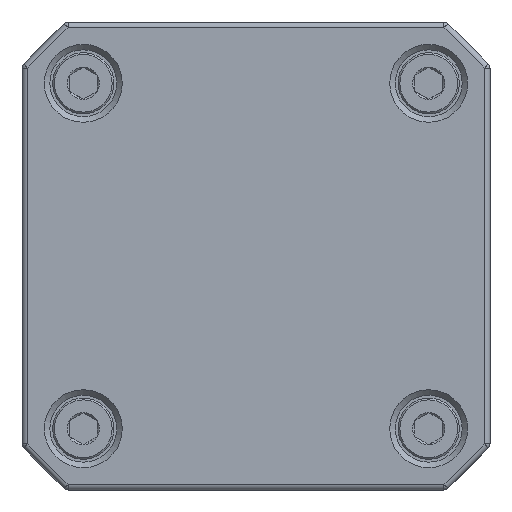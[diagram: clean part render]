
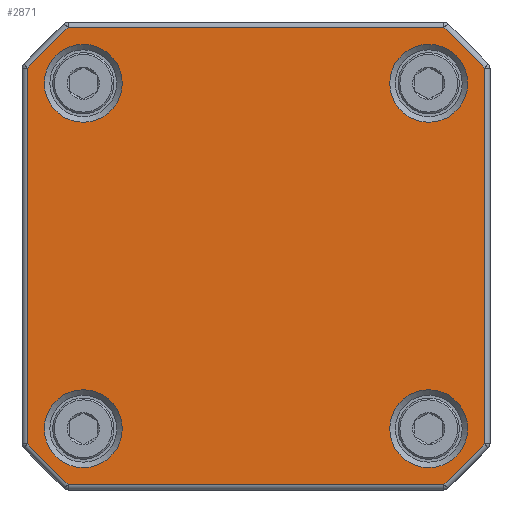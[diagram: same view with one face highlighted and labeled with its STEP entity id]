
A CAD part, front view. The second image highlights one B-rep face of the part: STEP entity #2871.
In plain terms, the highlighted planar face has unit normal (0, -1, 0).
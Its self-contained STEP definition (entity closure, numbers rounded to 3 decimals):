
#79=FACE_BOUND('',#475,.T.);
#80=FACE_BOUND('',#476,.T.);
#81=FACE_BOUND('',#477,.T.);
#82=FACE_BOUND('',#478,.T.);
#120=PLANE('',#3170);
#285=FACE_OUTER_BOUND('',#474,.T.);
#474=EDGE_LOOP('',(#2413,#2414,#2415,#2416,#2417,#2418,#2419,#2420));
#475=EDGE_LOOP('',(#2421));
#476=EDGE_LOOP('',(#2422));
#477=EDGE_LOOP('',(#2423));
#478=EDGE_LOOP('',(#2424));
#645=CIRCLE('',#3167,3.5);
#648=CIRCLE('',#3171,3.5);
#649=CIRCLE('',#3172,3.5);
#650=CIRCLE('',#3173,3.5);
#899=LINE('',#7909,#1075);
#900=LINE('',#7911,#1076);
#901=LINE('',#7913,#1077);
#902=LINE('',#7915,#1078);
#903=LINE('',#7917,#1079);
#904=LINE('',#7919,#1080);
#905=LINE('',#7921,#1081);
#906=LINE('',#7922,#1082);
#1075=VECTOR('',#3867,10.);
#1076=VECTOR('',#3868,10.);
#1077=VECTOR('',#3869,10.);
#1078=VECTOR('',#3870,10.);
#1079=VECTOR('',#3871,10.);
#1080=VECTOR('',#3872,10.);
#1081=VECTOR('',#3873,10.);
#1082=VECTOR('',#3874,10.);
#1319=VERTEX_POINT('',#7899);
#1322=VERTEX_POINT('',#7907);
#1323=VERTEX_POINT('',#7908);
#1324=VERTEX_POINT('',#7910);
#1325=VERTEX_POINT('',#7912);
#1326=VERTEX_POINT('',#7914);
#1327=VERTEX_POINT('',#7916);
#1328=VERTEX_POINT('',#7918);
#1329=VERTEX_POINT('',#7920);
#1330=VERTEX_POINT('',#7923);
#1331=VERTEX_POINT('',#7925);
#1332=VERTEX_POINT('',#7927);
#1691=EDGE_CURVE('',#1319,#1319,#645,.T.);
#1695=EDGE_CURVE('',#1322,#1323,#899,.T.);
#1696=EDGE_CURVE('',#1324,#1322,#900,.T.);
#1697=EDGE_CURVE('',#1325,#1324,#901,.T.);
#1698=EDGE_CURVE('',#1326,#1325,#902,.T.);
#1699=EDGE_CURVE('',#1327,#1326,#903,.T.);
#1700=EDGE_CURVE('',#1328,#1327,#904,.T.);
#1701=EDGE_CURVE('',#1329,#1328,#905,.T.);
#1702=EDGE_CURVE('',#1323,#1329,#906,.T.);
#1703=EDGE_CURVE('',#1330,#1330,#648,.T.);
#1704=EDGE_CURVE('',#1331,#1331,#649,.T.);
#1705=EDGE_CURVE('',#1332,#1332,#650,.T.);
#2413=ORIENTED_EDGE('',*,*,#1695,.F.);
#2414=ORIENTED_EDGE('',*,*,#1696,.F.);
#2415=ORIENTED_EDGE('',*,*,#1697,.F.);
#2416=ORIENTED_EDGE('',*,*,#1698,.F.);
#2417=ORIENTED_EDGE('',*,*,#1699,.F.);
#2418=ORIENTED_EDGE('',*,*,#1700,.F.);
#2419=ORIENTED_EDGE('',*,*,#1701,.F.);
#2420=ORIENTED_EDGE('',*,*,#1702,.F.);
#2421=ORIENTED_EDGE('',*,*,#1703,.F.);
#2422=ORIENTED_EDGE('',*,*,#1704,.F.);
#2423=ORIENTED_EDGE('',*,*,#1705,.F.);
#2424=ORIENTED_EDGE('',*,*,#1691,.F.);
#2871=ADVANCED_FACE('',(#285,#79,#80,#81,#82),#120,.T.);
#3167=AXIS2_PLACEMENT_3D('',#7900,#3858,#3859);
#3170=AXIS2_PLACEMENT_3D('',#7906,#3865,#3866);
#3171=AXIS2_PLACEMENT_3D('',#7924,#3875,#3876);
#3172=AXIS2_PLACEMENT_3D('',#7926,#3877,#3878);
#3173=AXIS2_PLACEMENT_3D('',#7928,#3879,#3880);
#3858=DIRECTION('center_axis',(0.,-1.,0.));
#3859=DIRECTION('ref_axis',(0.,0.,1.));
#3865=DIRECTION('center_axis',(0.,-1.,0.));
#3866=DIRECTION('ref_axis',(1.,0.,0.));
#3867=DIRECTION('',(-0.707,0.,-0.707));
#3868=DIRECTION('',(0.,0.,-1.));
#3869=DIRECTION('',(0.707,0.,-0.707));
#3870=DIRECTION('',(1.,0.,0.));
#3871=DIRECTION('',(0.707,0.,0.707));
#3872=DIRECTION('',(0.,0.,1.));
#3873=DIRECTION('',(-0.707,0.,0.707));
#3874=DIRECTION('',(-1.,0.,0.));
#3875=DIRECTION('center_axis',(0.,-1.,0.));
#3876=DIRECTION('ref_axis',(0.,0.,1.));
#3877=DIRECTION('center_axis',(0.,-1.,0.));
#3878=DIRECTION('ref_axis',(0.,0.,1.));
#3879=DIRECTION('center_axis',(0.,-1.,0.));
#3880=DIRECTION('ref_axis',(0.,0.,1.));
#7899=CARTESIAN_POINT('',(15.5,-49.,-19.));
#7900=CARTESIAN_POINT('Origin',(15.5,-49.,-15.5));
#7906=CARTESIAN_POINT('Origin',(0.,-49.,0.));
#7907=CARTESIAN_POINT('',(20.5,-49.,-16.871));
#7908=CARTESIAN_POINT('',(16.871,-49.,-20.5));
#7909=CARTESIAN_POINT('',(17.778,-49.,-19.593));
#7910=CARTESIAN_POINT('',(20.5,-49.,16.871));
#7911=CARTESIAN_POINT('',(20.5,-49.,-8.435));
#7912=CARTESIAN_POINT('',(16.871,-49.,20.5));
#7913=CARTESIAN_POINT('',(19.593,-49.,17.778));
#7914=CARTESIAN_POINT('',(-16.871,-49.,20.5));
#7915=CARTESIAN_POINT('',(8.435,-49.,20.5));
#7916=CARTESIAN_POINT('',(-20.5,-49.,16.871));
#7917=CARTESIAN_POINT('',(-17.778,-49.,19.593));
#7918=CARTESIAN_POINT('',(-20.5,-49.,-16.871));
#7919=CARTESIAN_POINT('',(-20.5,-49.,8.435));
#7920=CARTESIAN_POINT('',(-16.871,-49.,-20.5));
#7921=CARTESIAN_POINT('',(-19.593,-49.,-17.778));
#7922=CARTESIAN_POINT('',(-8.435,-49.,-20.5));
#7923=CARTESIAN_POINT('',(-15.5,-49.,-19.));
#7924=CARTESIAN_POINT('Origin',(-15.5,-49.,-15.5));
#7925=CARTESIAN_POINT('',(15.5,-49.,12.));
#7926=CARTESIAN_POINT('Origin',(15.5,-49.,15.5));
#7927=CARTESIAN_POINT('',(-15.5,-49.,12.));
#7928=CARTESIAN_POINT('Origin',(-15.5,-49.,15.5));
